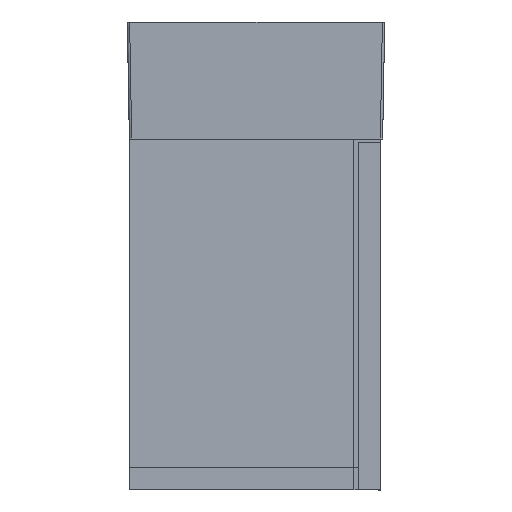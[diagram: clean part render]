
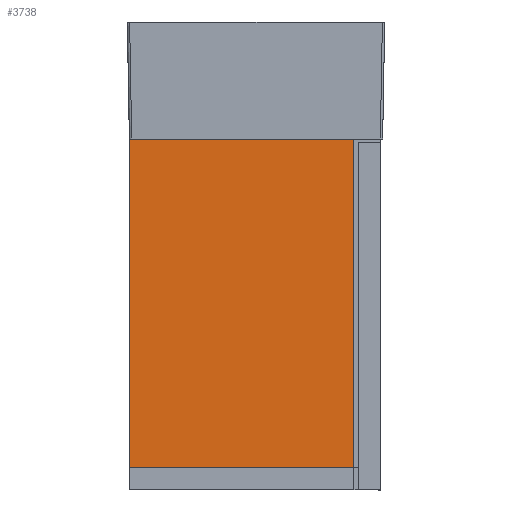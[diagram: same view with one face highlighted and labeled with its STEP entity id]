
A CAD part, left-side view. The second image highlights one B-rep face of the part: STEP entity #3738.
In plain terms, the highlighted planar face has unit normal (-1, 0, 0).
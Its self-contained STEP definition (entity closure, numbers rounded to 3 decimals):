
#431=FACE_OUTER_BOUND('',#660,.T.);
#660=EDGE_LOOP('',(#2891,#2892,#2893,#2894));
#1024=LINE('',#5600,#1384);
#1028=LINE('',#5608,#1388);
#1031=LINE('',#5614,#1391);
#1034=LINE('',#5619,#1394);
#1384=VECTOR('',#4609,1.);
#1388=VECTOR('',#4615,1.);
#1391=VECTOR('',#4620,1.);
#1394=VECTOR('',#4625,1.);
#1678=VERTEX_POINT('',#5598);
#1679=VERTEX_POINT('',#5599);
#1682=VERTEX_POINT('',#5607);
#1684=VERTEX_POINT('',#5613);
#2099=EDGE_CURVE('',#1678,#1679,#1024,.T.);
#2103=EDGE_CURVE('',#1682,#1678,#1028,.T.);
#2106=EDGE_CURVE('',#1684,#1682,#1031,.T.);
#2109=EDGE_CURVE('',#1679,#1684,#1034,.T.);
#2891=ORIENTED_EDGE('',*,*,#2109,.F.);
#2892=ORIENTED_EDGE('',*,*,#2099,.F.);
#2893=ORIENTED_EDGE('',*,*,#2103,.F.);
#2894=ORIENTED_EDGE('',*,*,#2106,.F.);
#3608=PLANE('',#4022);
#3738=ADVANCED_FACE('',(#431),#3608,.F.);
#4022=AXIS2_PLACEMENT_3D('',#5622,#4629,#4630);
#4609=DIRECTION('',(0.,0.,-1.));
#4615=DIRECTION('',(0.,-1.,0.));
#4620=DIRECTION('',(0.,0.,1.));
#4625=DIRECTION('',(0.,1.,0.));
#4629=DIRECTION('center_axis',(1.,0.,0.));
#4630=DIRECTION('ref_axis',(0.,0.,-1.));
#5598=CARTESIAN_POINT('',(0.,-192.,300.));
#5599=CARTESIAN_POINT('',(0.,-192.,19.));
#5600=CARTESIAN_POINT('',(0.,-192.,300.));
#5607=CARTESIAN_POINT('',(0.,0.,300.));
#5608=CARTESIAN_POINT('',(0.,0.,300.));
#5613=CARTESIAN_POINT('',(0.,0.,19.));
#5614=CARTESIAN_POINT('',(0.,0.,19.));
#5619=CARTESIAN_POINT('',(0.,-192.,19.));
#5622=CARTESIAN_POINT('Origin',(0.,-96.,159.5));
